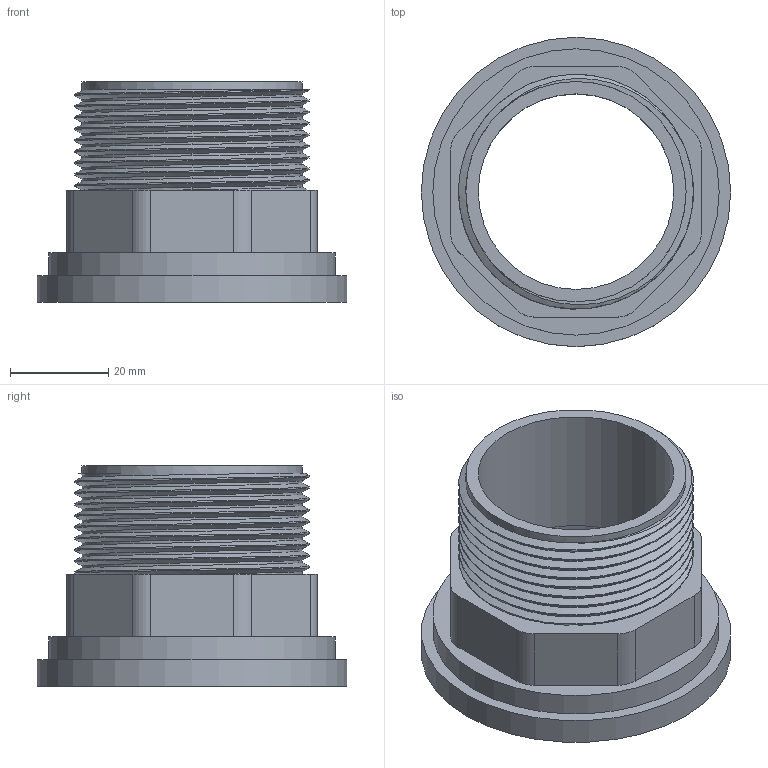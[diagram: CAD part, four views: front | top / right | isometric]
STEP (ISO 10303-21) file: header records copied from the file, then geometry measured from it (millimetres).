
FILE_DESCRIPTION(/* description */ (''),/* implementation_level */ '2;1');
FILE_NAME(/* name */ 'MF0609.000.050.step',/* time_stamp */ '2026-01-07T10:02:53+01:00',/* author */ (''),/* organization */ (''),/* preprocessor_version */ 'ST-DEVELOPER v20.1',/* originating_system */ 'Autodesk Translation Framework v14.21.0.0',/* authorisation */ '');
FILE_SCHEMA (('AUTOMOTIVE_DESIGN { 1 0 10303 214 3 1 1 }'));
Length unit declared in the file: millimetre
Products named in the file (1): 2026-01-07-08-51-37-201
Bounding box: 63 x 63 x 44.8 mm (x, y, z)
Volume: 35318.3 mm3; surface area: 19014.8 mm2
Topology: 1 solids, 1 shells, 49 faces, 129 edges, 86 vertices
Faces by surface type: cylinder 32, plane 15, bspline 2
Full cylindrical faces by diameter (mm): 39.8 x1, 41.8 x1, 44.845 x9, 47.803 x8, 58.3 x1, 63 x1
Entity records: 7026 total; most frequent: CARTESIAN_POINT 5828, ORIENTED_EDGE 258, DIRECTION 211, EDGE_CURVE 129, VERTEX_POINT 86, AXIS2_PLACEMENT_3D 78, EDGE_LOOP 55, LINE 55
